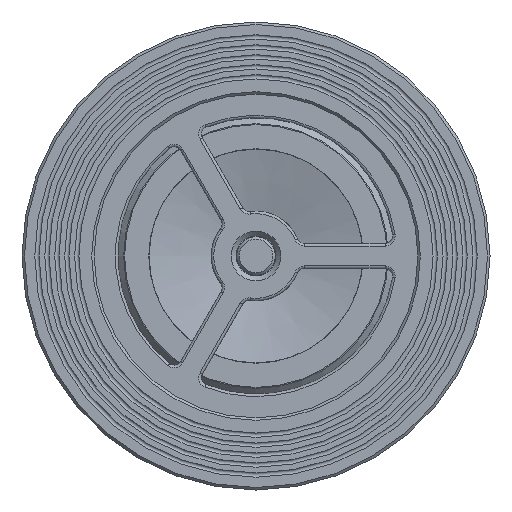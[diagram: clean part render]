
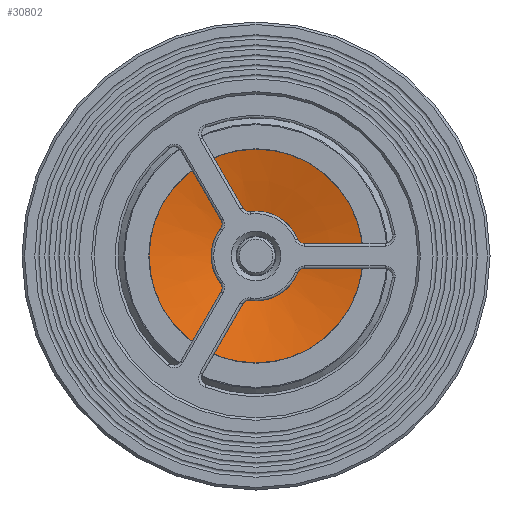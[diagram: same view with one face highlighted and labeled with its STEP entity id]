
A CAD part, left-side view. The second image highlights one B-rep face of the part: STEP entity #30802.
In plain terms, the highlighted conical face has half-angle 76.329 degrees and reference radius 43 mm.
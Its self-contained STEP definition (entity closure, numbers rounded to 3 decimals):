
#72 = VERTEX_POINT ( 'NONE', #1357 ) ;
#96 = VERTEX_POINT ( 'NONE', #1381 ) ;
#1357 = CARTESIAN_POINT ( 'NONE',  ( -20.014, -18.058, 0. ) ) ;
#1381 = CARTESIAN_POINT ( 'NONE',  ( -26.067, 42.942, 0. ) ) ;
#5247 = ORIENTED_EDGE ( 'NONE', *, *, #9423, .T. ) ;
#5381 = ORIENTED_EDGE ( 'NONE', *, *, #8962, .T. ) ;
#5459 = CONICAL_SURFACE ( 'NONE', #15277, 43., 1.332 ) ;
#5514 = FACE_OUTER_BOUND ( 'NONE', #6092, .T. ) ;
#5523 = FACE_BOUND ( 'NONE', #6091, .T. ) ;
#6091 = EDGE_LOOP ( 'NONE', ( #5381 ) ) ;
#6092 = EDGE_LOOP ( 'NONE', ( #5247 ) ) ;
#8962 = EDGE_CURVE ( 'NONE', #72, #72, #25482, .T. ) ;
#9423 = EDGE_CURVE ( 'NONE', #96, #96, #23228, .T. ) ;
#12388 = CARTESIAN_POINT ( 'NONE',  ( -26.067, 0., 0. ) ) ;
#12485 = DIRECTION ( 'NONE',  ( 0., 1., 0. ) ) ;
#12749 = DIRECTION ( 'NONE',  ( -1., 0., 0. ) ) ;
#15277 = AXIS2_PLACEMENT_3D ( 'NONE', #27920, #27921, #27922 ) ;
#15489 = AXIS2_PLACEMENT_3D ( 'NONE', #12388, #12749, #12485 ) ;
#19529 = AXIS2_PLACEMENT_3D ( 'NONE', #26148, #26149, #26150 ) ;
#23228 = CIRCLE ( 'NONE', #15489, 42.942 ) ;
#25482 = CIRCLE ( 'NONE', #19529, 18.058 ) ;
#26148 = CARTESIAN_POINT ( 'NONE',  ( -20.014, 0., 0. ) ) ;
#26149 = DIRECTION ( 'NONE',  ( 1., 0., 0. ) ) ;
#26150 = DIRECTION ( 'NONE',  ( 0., -1., 0. ) ) ;
#27920 = CARTESIAN_POINT ( 'NONE',  ( -26.081, 0., 0. ) ) ;
#27921 = DIRECTION ( 'NONE',  ( -1., 0., 0. ) ) ;
#27922 = DIRECTION ( 'NONE',  ( 0., -1., 0. ) ) ;
#30802 = ADVANCED_FACE ( 'NONE', ( #5523, #5514 ), #5459, .F. ) ;
